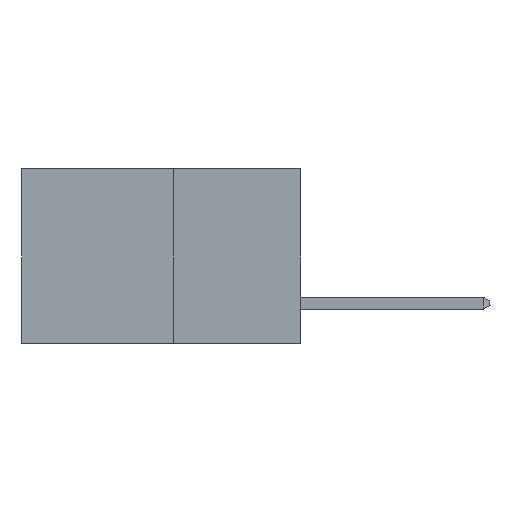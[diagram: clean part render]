
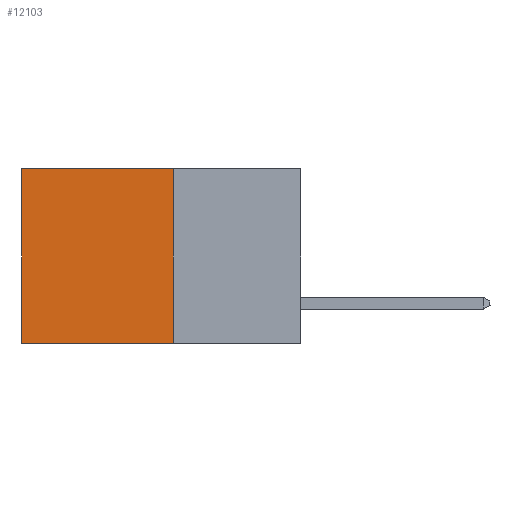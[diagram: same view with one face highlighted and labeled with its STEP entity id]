
A CAD part, left-side view. The second image highlights one B-rep face of the part: STEP entity #12103.
In plain terms, the highlighted planar face has unit normal (-1, 0, 0).
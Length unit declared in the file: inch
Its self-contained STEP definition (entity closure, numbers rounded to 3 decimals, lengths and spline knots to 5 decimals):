
#1017 = CARTESIAN_POINT ( 'NONE',  ( 0.277, 0.59, -0.37 ) ) ;
#1120 = EDGE_CURVE ( 'NONE', #19149, #14259, #22911, .T. ) ;
#3026 = VERTEX_POINT ( 'NONE', #19892 ) ;
#5944 = DIRECTION ( 'NONE',  ( 0., 1., 0. ) ) ;
#6721 = VECTOR ( 'NONE', #5944, 39.37008 ) ;
#6883 = CARTESIAN_POINT ( 'NONE',  ( 0.277, 0.27, 0. ) ) ;
#7456 = FACE_OUTER_BOUND ( 'NONE', #20649, .T. ) ;
#7744 = VECTOR ( 'NONE', #11890, 39.37008 ) ;
#8196 = CARTESIAN_POINT ( 'NONE',  ( 0.277, 0.59, -0.37 ) ) ;
#8614 = AXIS2_PLACEMENT_3D ( 'NONE', #15593, #10234, #22690 ) ;
#8662 = VECTOR ( 'NONE', #16395, 39.37008 ) ;
#9230 = LINE ( 'NONE', #19898, #8662 ) ;
#10234 = DIRECTION ( 'NONE',  ( 1., 0., 0. ) ) ;
#11172 = EDGE_CURVE ( 'NONE', #19149, #3026, #9230, .T. ) ;
#11890 = DIRECTION ( 'NONE',  ( 0., 0., -1. ) ) ;
#12103 = ADVANCED_FACE ( 'NONE', ( #7456 ), #20941, .F. ) ;
#13265 = ORIENTED_EDGE ( 'NONE', *, *, #22587, .T. ) ;
#14259 = VERTEX_POINT ( 'NONE', #20077 ) ;
#14583 = ORIENTED_EDGE ( 'NONE', *, *, #20360, .F. ) ;
#14663 = CARTESIAN_POINT ( 'NONE',  ( 0.277, 0.27, -0.37 ) ) ;
#14916 = CARTESIAN_POINT ( 'NONE',  ( 0.277, 0.27, -0.37 ) ) ;
#15167 = VERTEX_POINT ( 'NONE', #8196 ) ;
#15593 = CARTESIAN_POINT ( 'NONE',  ( 0.277, 0.27, -0.37 ) ) ;
#16395 = DIRECTION ( 'NONE',  ( 0., 1., 0. ) ) ;
#17334 = LINE ( 'NONE', #1017, #7744 ) ;
#17389 = DIRECTION ( 'NONE',  ( 0., 0., -1. ) ) ;
#18229 = VECTOR ( 'NONE', #17389, 39.37008 ) ;
#19149 = VERTEX_POINT ( 'NONE', #6883 ) ;
#19442 = ORIENTED_EDGE ( 'NONE', *, *, #11172, .T. ) ;
#19478 = ORIENTED_EDGE ( 'NONE', *, *, #1120, .F. ) ;
#19892 = CARTESIAN_POINT ( 'NONE',  ( 0.277, 0.59, 0. ) ) ;
#19898 = CARTESIAN_POINT ( 'NONE',  ( 0.277, 0.27, 0. ) ) ;
#20077 = CARTESIAN_POINT ( 'NONE',  ( 0.277, 0.27, -0.37 ) ) ;
#20360 = EDGE_CURVE ( 'NONE', #14259, #15167, #21064, .T. ) ;
#20649 = EDGE_LOOP ( 'NONE', ( #13265, #14583, #19478, #19442 ) ) ;
#20941 = PLANE ( 'NONE',  #8614 ) ;
#21064 = LINE ( 'NONE', #14916, #6721 ) ;
#22587 = EDGE_CURVE ( 'NONE', #3026, #15167, #17334, .T. ) ;
#22690 = DIRECTION ( 'NONE',  ( 0., 0., -1. ) ) ;
#22911 = LINE ( 'NONE', #14663, #18229 ) ;
